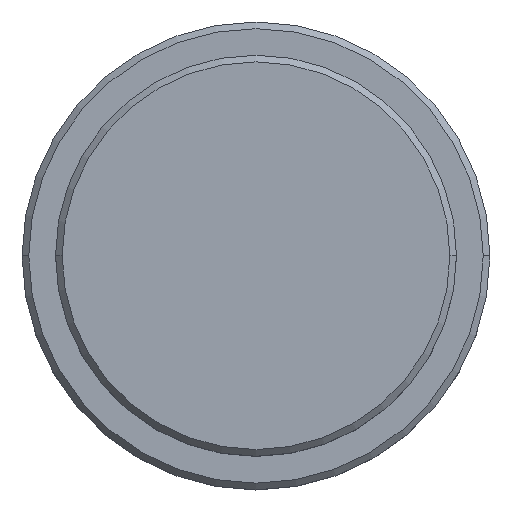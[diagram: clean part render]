
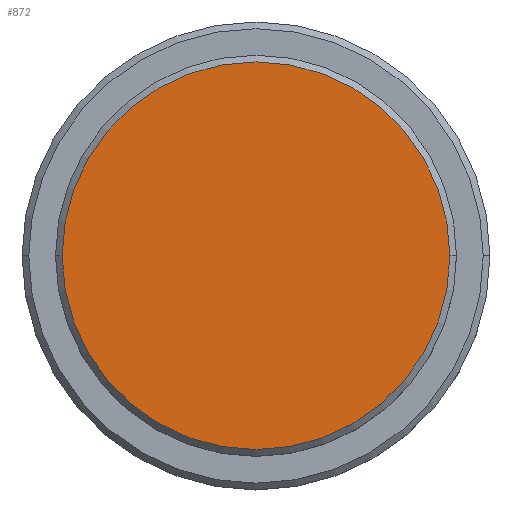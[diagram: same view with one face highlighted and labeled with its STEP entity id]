
A CAD part, top view. The second image highlights one B-rep face of the part: STEP entity #872.
In plain terms, the highlighted planar face has unit normal (0, 0, 1).
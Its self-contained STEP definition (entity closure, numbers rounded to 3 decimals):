
#40 = EDGE_LOOP ( 'NONE', ( #279, #896 ) ) ;
#65 = CARTESIAN_POINT ( 'NONE',  ( 0., 0., 0. ) ) ;
#116 = AXIS2_PLACEMENT_3D ( 'NONE', #124, #750, #1230 ) ;
#124 = CARTESIAN_POINT ( 'NONE',  ( 0., 0., 0. ) ) ;
#141 = VERTEX_POINT ( 'NONE', #981 ) ;
#165 = EDGE_CURVE ( 'NONE', #141, #1210, #1400, .T. ) ;
#242 = CIRCLE ( 'NONE', #854, 14.5 ) ;
#245 = CARTESIAN_POINT ( 'NONE',  ( 14.5, 0., 0. ) ) ;
#279 = ORIENTED_EDGE ( 'NONE', *, *, #165, .T. ) ;
#283 = DIRECTION ( 'NONE',  ( 0., 0., 1. ) ) ;
#750 = DIRECTION ( 'NONE',  ( 0., 0., 1. ) ) ;
#854 = AXIS2_PLACEMENT_3D ( 'NONE', #1399, #1195, #1081 ) ;
#872 = ADVANCED_FACE ( 'NONE', ( #1047 ), #1256, .T. ) ;
#896 = ORIENTED_EDGE ( 'NONE', *, *, #1011, .T. ) ;
#903 = AXIS2_PLACEMENT_3D ( 'NONE', #65, #283, #944 ) ;
#944 = DIRECTION ( 'NONE',  ( 1., 0., 0. ) ) ;
#981 = CARTESIAN_POINT ( 'NONE',  ( -14.5, 0., 0. ) ) ;
#1011 = EDGE_CURVE ( 'NONE', #1210, #141, #242, .T. ) ;
#1047 = FACE_OUTER_BOUND ( 'NONE', #40, .T. ) ;
#1081 = DIRECTION ( 'NONE',  ( 1., 0., 0. ) ) ;
#1195 = DIRECTION ( 'NONE',  ( 0., 0., 1. ) ) ;
#1210 = VERTEX_POINT ( 'NONE', #245 ) ;
#1230 = DIRECTION ( 'NONE',  ( 1., 0., 0. ) ) ;
#1256 = PLANE ( 'NONE',  #903 ) ;
#1399 = CARTESIAN_POINT ( 'NONE',  ( 0., 0., 0. ) ) ;
#1400 = CIRCLE ( 'NONE', #116, 14.5 ) ;
